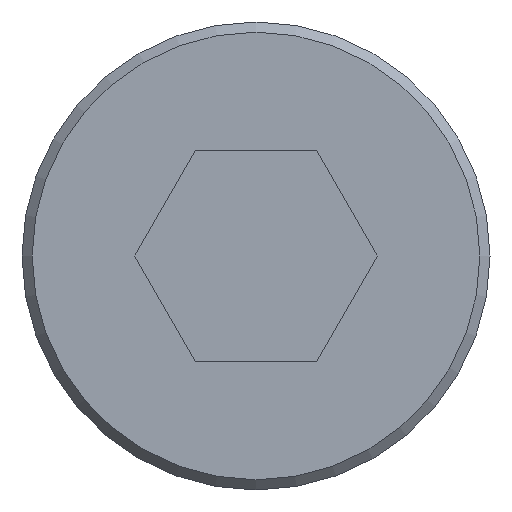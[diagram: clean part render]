
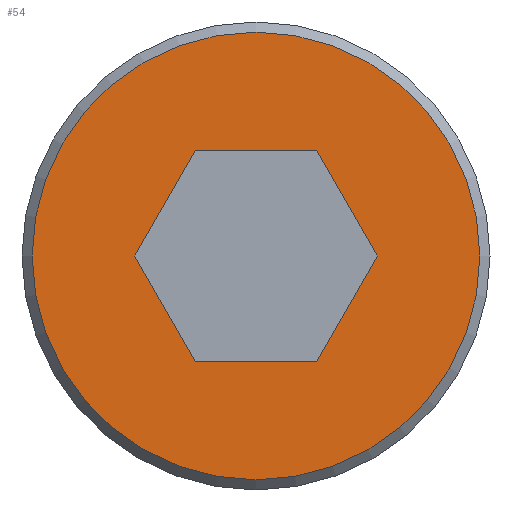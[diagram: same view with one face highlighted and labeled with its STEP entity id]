
A CAD part, left-side view. The second image highlights one B-rep face of the part: STEP entity #54.
In plain terms, the highlighted planar face has unit normal (-1, 0, 0).
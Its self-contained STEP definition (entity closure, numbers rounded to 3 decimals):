
#54 = ADVANCED_FACE( '', ( #107, #108 ), #109, .F. );
#107 = FACE_OUTER_BOUND( '', #154, .T. );
#108 = FACE_BOUND( '', #155, .T. );
#109 = PLANE( '', #156 );
#154 = EDGE_LOOP( '', ( #230 ) );
#155 = EDGE_LOOP( '', ( #231, #232, #233, #234, #235, #236 ) );
#156 = AXIS2_PLACEMENT_3D( '', #237, #238, #239 );
#230 = ORIENTED_EDGE( '', *, *, #263, .F. );
#231 = ORIENTED_EDGE( '', *, *, #282, .T. );
#232 = ORIENTED_EDGE( '', *, *, #268, .T. );
#233 = ORIENTED_EDGE( '', *, *, #274, .T. );
#234 = ORIENTED_EDGE( '', *, *, #285, .T. );
#235 = ORIENTED_EDGE( '', *, *, #286, .T. );
#236 = ORIENTED_EDGE( '', *, *, #257, .T. );
#237 = CARTESIAN_POINT( '', ( 0., 0., 0. ) );
#238 = DIRECTION( '', ( 1., 0., 0. ) );
#239 = DIRECTION( '', ( 0., 0., -1. ) );
#257 = EDGE_CURVE( '', #291, #292, #293, .T. );
#263 = EDGE_CURVE( '', #302, #302, #303, .T. );
#268 = EDGE_CURVE( '', #310, #311, #312, .T. );
#274 = EDGE_CURVE( '', #311, #320, #321, .T. );
#282 = EDGE_CURVE( '', #292, #310, #331, .T. );
#285 = EDGE_CURVE( '', #320, #334, #335, .T. );
#286 = EDGE_CURVE( '', #334, #291, #336, .T. );
#291 = VERTEX_POINT( '', #341 );
#292 = VERTEX_POINT( '', #342 );
#293 = LINE( '', #343, #344 );
#302 = VERTEX_POINT( '', #356 );
#303 = CIRCLE( '', #357, 10.657 );
#310 = VERTEX_POINT( '', #364 );
#311 = VERTEX_POINT( '', #365 );
#312 = LINE( '', #366, #367 );
#320 = VERTEX_POINT( '', #378 );
#321 = LINE( '', #379, #380 );
#331 = LINE( '', #395, #396 );
#334 = VERTEX_POINT( '', #399 );
#335 = LINE( '', #400, #401 );
#336 = LINE( '', #402, #403 );
#341 = CARTESIAN_POINT( '', ( 0., 5.774, 0. ) );
#342 = CARTESIAN_POINT( '', ( 0., 2.887, 5. ) );
#343 = CARTESIAN_POINT( '', ( 0., 5.774, 0. ) );
#344 = VECTOR( '', #408, 1000. );
#356 = CARTESIAN_POINT( '', ( 0., 0., -10.657 ) );
#357 = AXIS2_PLACEMENT_3D( '', #415, #416, #417 );
#364 = CARTESIAN_POINT( '', ( 0., -2.887, 5. ) );
#365 = CARTESIAN_POINT( '', ( 0., -5.774, 0. ) );
#366 = CARTESIAN_POINT( '', ( 0., -2.887, 5. ) );
#367 = VECTOR( '', #424, 1000. );
#378 = CARTESIAN_POINT( '', ( 0., -2.887, -5. ) );
#379 = CARTESIAN_POINT( '', ( 0., -5.774, 0. ) );
#380 = VECTOR( '', #428, 1000. );
#395 = CARTESIAN_POINT( '', ( 0., 2.887, 5. ) );
#396 = VECTOR( '', #434, 1000. );
#399 = CARTESIAN_POINT( '', ( 0., 2.887, -5. ) );
#400 = CARTESIAN_POINT( '', ( 0., -2.887, -5. ) );
#401 = VECTOR( '', #435, 1000. );
#402 = CARTESIAN_POINT( '', ( 0., 2.887, -5. ) );
#403 = VECTOR( '', #436, 1000. );
#408 = DIRECTION( '', ( 0., -0.5, 0.866 ) );
#415 = CARTESIAN_POINT( '', ( 0., 0., 0. ) );
#416 = DIRECTION( '', ( 1., 0., 0. ) );
#417 = DIRECTION( '', ( 0., 0., -1. ) );
#424 = DIRECTION( '', ( 0., -0.5, -0.866 ) );
#428 = DIRECTION( '', ( 0., 0.5, -0.866 ) );
#434 = DIRECTION( '', ( 0., -1., 0. ) );
#435 = DIRECTION( '', ( 0., 1., 0. ) );
#436 = DIRECTION( '', ( 0., 0.5, 0.866 ) );
